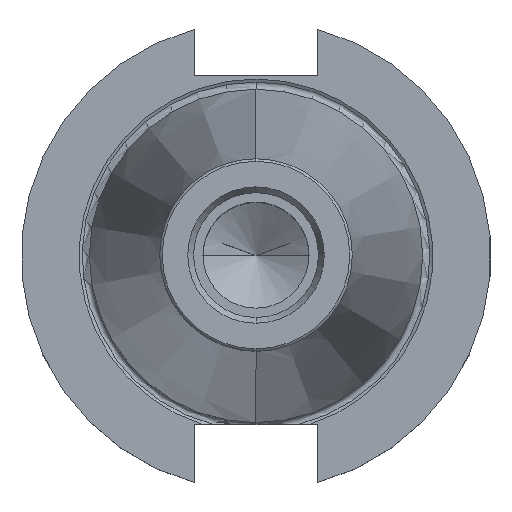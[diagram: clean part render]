
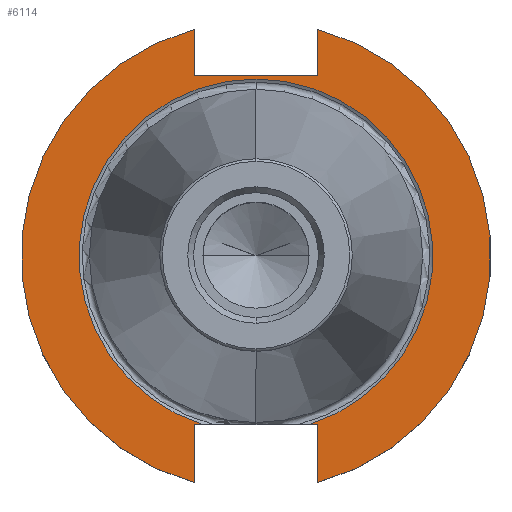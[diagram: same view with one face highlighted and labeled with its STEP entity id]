
A CAD part, top view. The second image highlights one B-rep face of the part: STEP entity #6114.
In plain terms, the highlighted planar face has unit normal (0, 0, 1).
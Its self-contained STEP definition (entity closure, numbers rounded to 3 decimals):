
#1230=PLANE('',#41957);
#2548=LINE('',#89480,#4191);
#2549=LINE('',#89538,#4192);
#2562=LINE('',#89612,#4205);
#2563=LINE('',#89616,#4206);
#2564=LINE('',#89618,#4207);
#2565=LINE('',#89620,#4208);
#2566=LINE('',#89624,#4209);
#4191=VECTOR('',#50011,1.);
#4192=VECTOR('',#50012,1.);
#4205=VECTOR('',#50043,1.);
#4206=VECTOR('',#50048,1.);
#4207=VECTOR('',#50049,1.);
#4208=VECTOR('',#50050,1.);
#4209=VECTOR('',#50053,1.);
#6114=ADVANCED_FACE('',(#9143),#1230,.T.);
#9143=FACE_OUTER_BOUND('',#11216,.T.);
#11216=EDGE_LOOP('',(#22318,#22319,#22320,#22321,#22322,#22323,#22324,#22325,
#22326,#22327,#22328));
#13244=CIRCLE('',#41953,49.213);
#13245=CIRCLE('',#41954,49.213);
#13246=CIRCLE('',#41955,37.059);
#13247=CIRCLE('',#41956,37.059);
#22318=ORIENTED_EDGE('',*,*,#34602,.T.);
#22319=ORIENTED_EDGE('',*,*,#34629,.T.);
#22320=ORIENTED_EDGE('',*,*,#34630,.F.);
#22321=ORIENTED_EDGE('',*,*,#34631,.F.);
#22322=ORIENTED_EDGE('',*,*,#34632,.F.);
#22323=ORIENTED_EDGE('',*,*,#34633,.F.);
#22324=ORIENTED_EDGE('',*,*,#34634,.F.);
#22325=ORIENTED_EDGE('',*,*,#34635,.F.);
#22326=ORIENTED_EDGE('',*,*,#34607,.T.);
#22327=ORIENTED_EDGE('',*,*,#34636,.F.);
#22328=ORIENTED_EDGE('',*,*,#34637,.F.);
#29164=VERTEX_POINT('',#89479);
#29165=VERTEX_POINT('',#89481);
#29169=VERTEX_POINT('',#89537);
#29170=VERTEX_POINT('',#89539);
#29187=VERTEX_POINT('',#89611);
#29188=VERTEX_POINT('',#89615);
#29189=VERTEX_POINT('',#89617);
#29190=VERTEX_POINT('',#89619);
#29191=VERTEX_POINT('',#89621);
#29192=VERTEX_POINT('',#89623);
#29193=VERTEX_POINT('',#89626);
#34602=EDGE_CURVE('',#29165,#29164,#2548,.T.);
#34607=EDGE_CURVE('',#29170,#29169,#2549,.T.);
#34629=EDGE_CURVE('',#29164,#29187,#2562,.T.);
#34630=EDGE_CURVE('',#29188,#29187,#13244,.T.);
#34631=EDGE_CURVE('',#29189,#29188,#2563,.T.);
#34632=EDGE_CURVE('',#29190,#29189,#2564,.T.);
#34633=EDGE_CURVE('',#29191,#29190,#2565,.T.);
#34634=EDGE_CURVE('',#29192,#29191,#13245,.T.);
#34635=EDGE_CURVE('',#29170,#29192,#2566,.T.);
#34636=EDGE_CURVE('',#29193,#29169,#13246,.T.);
#34637=EDGE_CURVE('',#29165,#29193,#13247,.T.);
#41953=AXIS2_PLACEMENT_3D('',#89614,#50046,#50047);
#41954=AXIS2_PLACEMENT_3D('',#89622,#50051,#50052);
#41955=AXIS2_PLACEMENT_3D('',#89625,#50054,#50055);
#41956=AXIS2_PLACEMENT_3D('',#89627,#50056,#50057);
#41957=AXIS2_PLACEMENT_3D('',#89628,#50058,#50059);
#50011=DIRECTION('',(1.,0.,0.));
#50012=DIRECTION('',(1.,0.,0.));
#50043=DIRECTION('',(0.,-1.,0.));
#50046=DIRECTION('',(0.,0.,-1.));
#50047=DIRECTION('',(0.263,0.965,0.));
#50048=DIRECTION('',(0.,1.,0.));
#50049=DIRECTION('',(1.,0.,0.));
#50050=DIRECTION('',(0.,-1.,0.));
#50051=DIRECTION('',(0.,0.,-1.));
#50052=DIRECTION('',(-0.263,-0.965,0.));
#50053=DIRECTION('',(0.,-1.,0.));
#50054=DIRECTION('',(0.,0.,1.));
#50055=DIRECTION('',(0.,1.,0.));
#50056=DIRECTION('',(0.,0.,1.));
#50057=DIRECTION('',(0.304,-0.953,0.));
#50058=DIRECTION('',(0.,0.,1.));
#50059=DIRECTION('',(0.,-1.,0.));
#89479=CARTESIAN_POINT('',(12.955,-35.31,-3.175));
#89480=CARTESIAN_POINT('',(11.25,-35.31,-3.175));
#89481=CARTESIAN_POINT('',(11.25,-35.31,-3.175));
#89537=CARTESIAN_POINT('',(-11.25,-35.31,-3.175));
#89538=CARTESIAN_POINT('',(-12.955,-35.31,-3.175));
#89539=CARTESIAN_POINT('',(-12.955,-35.31,-3.175));
#89611=CARTESIAN_POINT('',(12.955,-47.477,-3.175));
#89612=CARTESIAN_POINT('',(12.955,-35.31,-3.175));
#89614=CARTESIAN_POINT('',(0.,0.,-3.175));
#89615=CARTESIAN_POINT('',(12.955,47.477,-3.175));
#89616=CARTESIAN_POINT('',(12.955,37.72,-3.175));
#89617=CARTESIAN_POINT('',(12.955,37.72,-3.175));
#89618=CARTESIAN_POINT('',(-12.955,37.72,-3.175));
#89619=CARTESIAN_POINT('',(-12.955,37.72,-3.175));
#89620=CARTESIAN_POINT('',(-12.955,47.477,-3.175));
#89621=CARTESIAN_POINT('',(-12.955,47.477,-3.175));
#89622=CARTESIAN_POINT('',(0.,0.,-3.175));
#89623=CARTESIAN_POINT('',(-12.955,-47.477,-3.175));
#89624=CARTESIAN_POINT('',(-12.955,-35.31,-3.175));
#89625=CARTESIAN_POINT('',(0.,0.,-3.175));
#89626=CARTESIAN_POINT('',(0.,37.059,-3.175));
#89627=CARTESIAN_POINT('',(0.,0.,-3.175));
#89628=CARTESIAN_POINT('',(0.,0.,-3.175));
